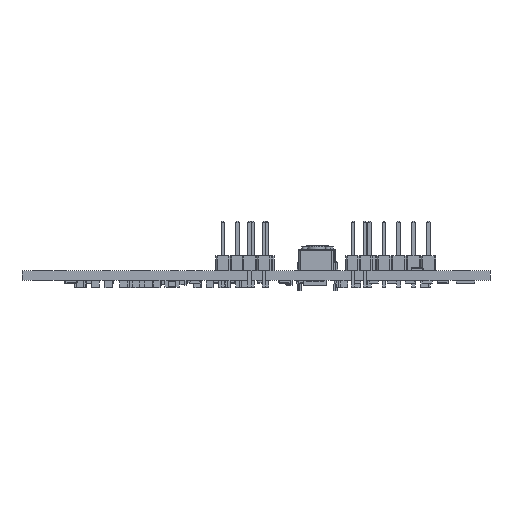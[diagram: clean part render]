
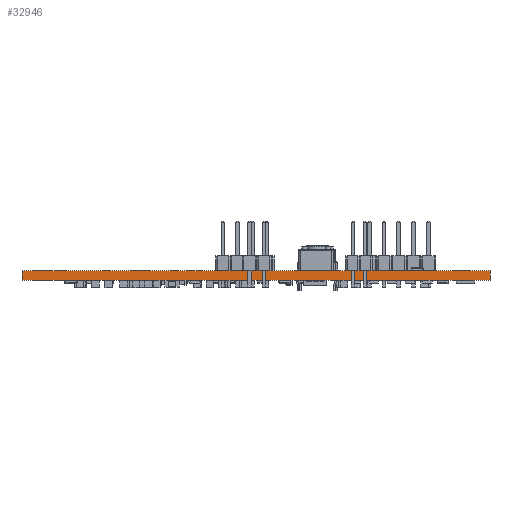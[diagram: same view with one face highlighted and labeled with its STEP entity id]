
A CAD part, front view. The second image highlights one B-rep face of the part: STEP entity #32946.
In plain terms, the highlighted planar face has unit normal (0, -1, 0).
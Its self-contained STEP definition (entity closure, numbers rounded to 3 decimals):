
#32946 = ADVANCED_FACE('',(#32947),#32981,.T.);
#32947 = FACE_BOUND('',#32948,.T.);
#32948 = EDGE_LOOP('',(#32949,#32959,#32967,#32975));
#32949 = ORIENTED_EDGE('',*,*,#32950,.T.);
#32950 = EDGE_CURVE('',#32951,#32953,#32955,.T.);
#32951 = VERTEX_POINT('',#32952);
#32952 = CARTESIAN_POINT('',(86.106,5.334,0.));
#32953 = VERTEX_POINT('',#32954);
#32954 = CARTESIAN_POINT('',(86.106,5.334,1.6));
#32955 = LINE('',#32956,#32957);
#32956 = CARTESIAN_POINT('',(86.106,5.334,0.));
#32957 = VECTOR('',#32958,1.);
#32958 = DIRECTION('',(0.,0.,1.));
#32959 = ORIENTED_EDGE('',*,*,#32960,.T.);
#32960 = EDGE_CURVE('',#32953,#32961,#32963,.T.);
#32961 = VERTEX_POINT('',#32962);
#32962 = CARTESIAN_POINT('',(5.334,5.334,1.6));
#32963 = LINE('',#32964,#32965);
#32964 = CARTESIAN_POINT('',(86.106,5.334,1.6));
#32965 = VECTOR('',#32966,1.);
#32966 = DIRECTION('',(-1.,0.,0.));
#32967 = ORIENTED_EDGE('',*,*,#32968,.F.);
#32968 = EDGE_CURVE('',#32969,#32961,#32971,.T.);
#32969 = VERTEX_POINT('',#32970);
#32970 = CARTESIAN_POINT('',(5.334,5.334,0.));
#32971 = LINE('',#32972,#32973);
#32972 = CARTESIAN_POINT('',(5.334,5.334,0.));
#32973 = VECTOR('',#32974,1.);
#32974 = DIRECTION('',(0.,0.,1.));
#32975 = ORIENTED_EDGE('',*,*,#32976,.F.);
#32976 = EDGE_CURVE('',#32951,#32969,#32977,.T.);
#32977 = LINE('',#32978,#32979);
#32978 = CARTESIAN_POINT('',(86.106,5.334,0.));
#32979 = VECTOR('',#32980,1.);
#32980 = DIRECTION('',(-1.,0.,0.));
#32981 = PLANE('',#32982);
#32982 = AXIS2_PLACEMENT_3D('',#32983,#32984,#32985);
#32983 = CARTESIAN_POINT('',(86.106,5.334,0.));
#32984 = DIRECTION('',(0.,-1.,0.));
#32985 = DIRECTION('',(-1.,0.,0.));
